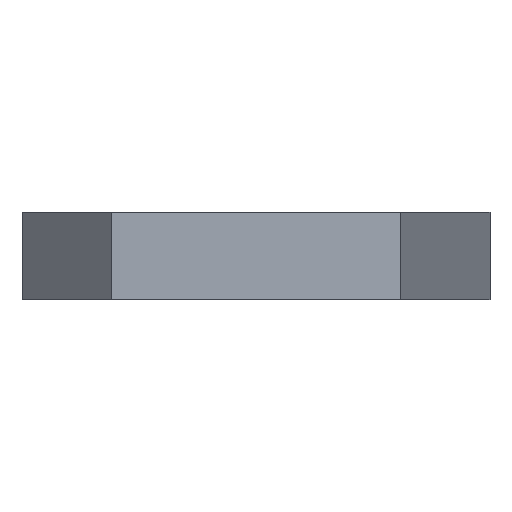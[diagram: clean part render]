
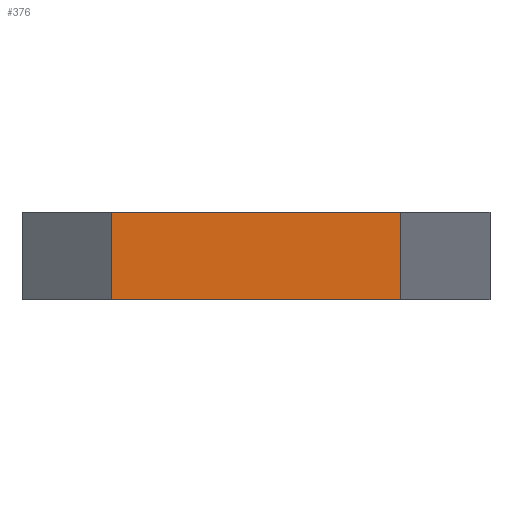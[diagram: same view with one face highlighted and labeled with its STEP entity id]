
A CAD part, front view. The second image highlights one B-rep face of the part: STEP entity #376.
In plain terms, the highlighted planar face has unit normal (0, -1, 0).
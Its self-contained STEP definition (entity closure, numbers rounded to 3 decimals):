
#1 = EDGE_CURVE ( 'NONE', #899, #345, #929, .T. ) ;
#2 = CARTESIAN_POINT ( 'NONE',  ( 5., -98.783, 3. ) ) ;
#30 = CARTESIAN_POINT ( 'NONE',  ( 14.109, -98.783, 0. ) ) ;
#42 = DIRECTION ( 'NONE',  ( 0., 0., 1. ) ) ;
#112 = CARTESIAN_POINT ( 'NONE',  ( 14.109, -98.783, 10. ) ) ;
#326 = ORIENTED_EDGE ( 'NONE', *, *, #641, .F. ) ;
#337 = EDGE_LOOP ( 'NONE', ( #764, #326, #1064, #888 ) ) ;
#345 = VERTEX_POINT ( 'NONE', #898 ) ;
#348 = VECTOR ( 'NONE', #951, 1000. ) ;
#376 = ADVANCED_FACE ( 'NONE', ( #1129 ), #513, .F. ) ;
#396 = CARTESIAN_POINT ( 'NONE',  ( 4.952, -98.783, 0. ) ) ;
#427 = VECTOR ( 'NONE', #42, 1000. ) ;
#479 = VERTEX_POINT ( 'NONE', #1256 ) ;
#513 = PLANE ( 'NONE',  #556 ) ;
#556 = AXIS2_PLACEMENT_3D ( 'NONE', #112, #1314, #1011 ) ;
#641 = EDGE_CURVE ( 'NONE', #479, #940, #1298, .T. ) ;
#708 = CARTESIAN_POINT ( 'NONE',  ( -4.952, -98.783, 0. ) ) ;
#729 = DIRECTION ( 'NONE',  ( -1., 0., 0. ) ) ;
#764 = ORIENTED_EDGE ( 'NONE', *, *, #1277, .T. ) ;
#772 = CARTESIAN_POINT ( 'NONE',  ( 4.952, -98.783, 3. ) ) ;
#888 = ORIENTED_EDGE ( 'NONE', *, *, #1, .F. ) ;
#898 = CARTESIAN_POINT ( 'NONE',  ( -4.952, -98.783, 3. ) ) ;
#899 = VERTEX_POINT ( 'NONE', #708 ) ;
#916 = LINE ( 'NONE', #2, #1317 ) ;
#929 = LINE ( 'NONE', #964, #427 ) ;
#940 = VERTEX_POINT ( 'NONE', #396 ) ;
#951 = DIRECTION ( 'NONE',  ( 1., 0., 0. ) ) ;
#964 = CARTESIAN_POINT ( 'NONE',  ( -4.952, -98.783, 3. ) ) ;
#1011 = DIRECTION ( 'NONE',  ( 0., 0., 1. ) ) ;
#1064 = ORIENTED_EDGE ( 'NONE', *, *, #1100, .T. ) ;
#1071 = LINE ( 'NONE', #30, #348 ) ;
#1100 = EDGE_CURVE ( 'NONE', #479, #345, #916, .T. ) ;
#1129 = FACE_OUTER_BOUND ( 'NONE', #337, .T. ) ;
#1256 = CARTESIAN_POINT ( 'NONE',  ( 4.952, -98.783, 3. ) ) ;
#1277 = EDGE_CURVE ( 'NONE', #899, #940, #1071, .T. ) ;
#1284 = VECTOR ( 'NONE', #1313, 1000. ) ;
#1298 = LINE ( 'NONE', #772, #1284 ) ;
#1313 = DIRECTION ( 'NONE',  ( 0., 0., -1. ) ) ;
#1314 = DIRECTION ( 'NONE',  ( 0., 1., 0. ) ) ;
#1317 = VECTOR ( 'NONE', #729, 1000. ) ;
